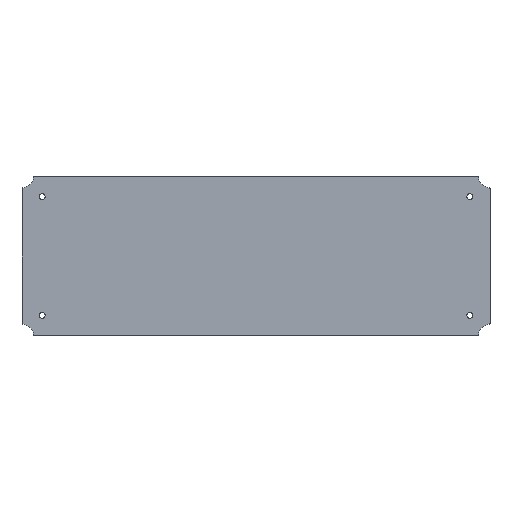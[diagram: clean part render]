
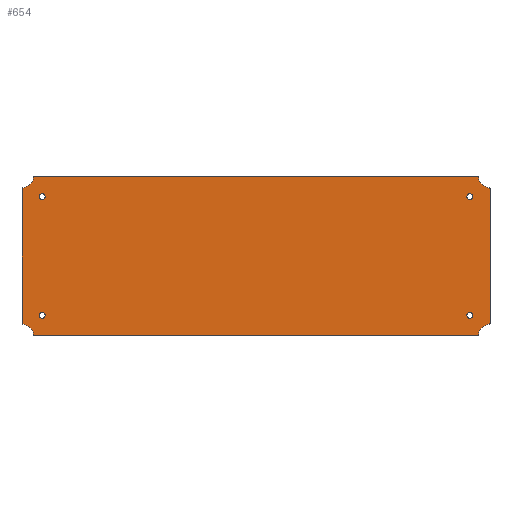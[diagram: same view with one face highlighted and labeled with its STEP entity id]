
A CAD part, top view. The second image highlights one B-rep face of the part: STEP entity #654.
In plain terms, the highlighted planar face has unit normal (0, 0, 1).
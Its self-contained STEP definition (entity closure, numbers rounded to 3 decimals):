
#19=FACE_BOUND('',#165,.T.);
#20=FACE_BOUND('',#166,.T.);
#21=FACE_BOUND('',#167,.T.);
#22=FACE_BOUND('',#168,.T.);
#28=PLANE('',#742);
#118=FACE_OUTER_BOUND('',#164,.T.);
#164=EDGE_LOOP('',(#589,#590,#591,#592,#593,#594,#595,#596,#597,#598,#599,
#600,#601,#602,#603,#604));
#165=EDGE_LOOP('',(#605));
#166=EDGE_LOOP('',(#606));
#167=EDGE_LOOP('',(#607));
#168=EDGE_LOOP('',(#608));
#186=LINE('',#1618,#222);
#192=LINE('',#1635,#228);
#201=LINE('',#1666,#237);
#204=LINE('',#1678,#240);
#222=VECTOR('',#852,10.);
#228=VECTOR('',#872,10.);
#237=VECTOR('',#909,10.);
#240=VECTOR('',#926,10.);
#243=CIRCLE('',#673,1.6);
#246=CIRCLE('',#678,1.6);
#249=CIRCLE('',#683,1.6);
#252=CIRCLE('',#688,1.6);
#269=CIRCLE('',#715,0.5);
#270=CIRCLE('',#717,6.5);
#271=CIRCLE('',#719,0.5);
#272=CIRCLE('',#722,0.5);
#273=CIRCLE('',#724,6.5);
#274=CIRCLE('',#726,0.5);
#275=CIRCLE('',#729,0.5);
#276=CIRCLE('',#731,6.5);
#277=CIRCLE('',#733,0.5);
#278=CIRCLE('',#736,0.5);
#279=CIRCLE('',#738,6.5);
#280=CIRCLE('',#740,0.5);
#283=VERTEX_POINT('',#937);
#286=VERTEX_POINT('',#947);
#289=VERTEX_POINT('',#957);
#292=VERTEX_POINT('',#967);
#317=VERTEX_POINT('',#1615);
#318=VERTEX_POINT('',#1617);
#319=VERTEX_POINT('',#1621);
#320=VERTEX_POINT('',#1625);
#321=VERTEX_POINT('',#1629);
#322=VERTEX_POINT('',#1633);
#323=VERTEX_POINT('',#1637);
#324=VERTEX_POINT('',#1641);
#325=VERTEX_POINT('',#1645);
#326=VERTEX_POINT('',#1650);
#327=VERTEX_POINT('',#1652);
#328=VERTEX_POINT('',#1656);
#329=VERTEX_POINT('',#1660);
#330=VERTEX_POINT('',#1664);
#331=VERTEX_POINT('',#1668);
#332=VERTEX_POINT('',#1672);
#337=EDGE_CURVE('',#283,#283,#243,.T.);
#342=EDGE_CURVE('',#286,#286,#246,.T.);
#347=EDGE_CURVE('',#289,#289,#249,.T.);
#352=EDGE_CURVE('',#292,#292,#252,.T.);
#394=EDGE_CURVE('',#318,#317,#186,.T.);
#397=EDGE_CURVE('',#319,#317,#269,.T.);
#399=EDGE_CURVE('',#319,#320,#270,.T.);
#401=EDGE_CURVE('',#321,#320,#271,.T.);
#403=EDGE_CURVE('',#321,#322,#192,.T.);
#405=EDGE_CURVE('',#323,#322,#272,.T.);
#407=EDGE_CURVE('',#323,#324,#273,.T.);
#409=EDGE_CURVE('',#325,#324,#274,.T.);
#411=EDGE_CURVE('',#326,#327,#275,.T.);
#414=EDGE_CURVE('',#326,#328,#276,.T.);
#416=EDGE_CURVE('',#329,#328,#277,.T.);
#418=EDGE_CURVE('',#329,#330,#201,.T.);
#420=EDGE_CURVE('',#331,#330,#278,.T.);
#422=EDGE_CURVE('',#331,#332,#279,.T.);
#423=EDGE_CURVE('',#318,#332,#280,.T.);
#424=EDGE_CURVE('',#325,#327,#204,.T.);
#589=ORIENTED_EDGE('',*,*,#409,.F.);
#590=ORIENTED_EDGE('',*,*,#424,.T.);
#591=ORIENTED_EDGE('',*,*,#411,.F.);
#592=ORIENTED_EDGE('',*,*,#414,.T.);
#593=ORIENTED_EDGE('',*,*,#416,.F.);
#594=ORIENTED_EDGE('',*,*,#418,.T.);
#595=ORIENTED_EDGE('',*,*,#420,.F.);
#596=ORIENTED_EDGE('',*,*,#422,.T.);
#597=ORIENTED_EDGE('',*,*,#423,.F.);
#598=ORIENTED_EDGE('',*,*,#394,.T.);
#599=ORIENTED_EDGE('',*,*,#397,.F.);
#600=ORIENTED_EDGE('',*,*,#399,.T.);
#601=ORIENTED_EDGE('',*,*,#401,.F.);
#602=ORIENTED_EDGE('',*,*,#403,.T.);
#603=ORIENTED_EDGE('',*,*,#405,.F.);
#604=ORIENTED_EDGE('',*,*,#407,.T.);
#605=ORIENTED_EDGE('',*,*,#337,.T.);
#606=ORIENTED_EDGE('',*,*,#342,.T.);
#607=ORIENTED_EDGE('',*,*,#347,.T.);
#608=ORIENTED_EDGE('',*,*,#352,.T.);
#654=ADVANCED_FACE('',(#118,#19,#20,#21,#22),#28,.F.);
#673=AXIS2_PLACEMENT_3D('',#939,#755,#756);
#678=AXIS2_PLACEMENT_3D('',#949,#767,#768);
#683=AXIS2_PLACEMENT_3D('',#959,#779,#780);
#688=AXIS2_PLACEMENT_3D('',#969,#791,#792);
#715=AXIS2_PLACEMENT_3D('',#1623,#857,#858);
#717=AXIS2_PLACEMENT_3D('',#1627,#862,#863);
#719=AXIS2_PLACEMENT_3D('',#1631,#867,#868);
#722=AXIS2_PLACEMENT_3D('',#1639,#876,#877);
#724=AXIS2_PLACEMENT_3D('',#1643,#881,#882);
#726=AXIS2_PLACEMENT_3D('',#1647,#886,#887);
#729=AXIS2_PLACEMENT_3D('',#1653,#893,#894);
#731=AXIS2_PLACEMENT_3D('',#1658,#899,#900);
#733=AXIS2_PLACEMENT_3D('',#1662,#904,#905);
#736=AXIS2_PLACEMENT_3D('',#1670,#913,#914);
#738=AXIS2_PLACEMENT_3D('',#1674,#918,#919);
#740=AXIS2_PLACEMENT_3D('',#1676,#922,#923);
#742=AXIS2_PLACEMENT_3D('',#1679,#927,#928);
#755=DIRECTION('center_axis',(0.,0.,
-1.));
#756=DIRECTION('ref_axis',(-1.,0.,0.));
#767=DIRECTION('center_axis',(0.,0.,
-1.));
#768=DIRECTION('ref_axis',(-1.,0.,0.));
#779=DIRECTION('center_axis',(0.,0.,
-1.));
#780=DIRECTION('ref_axis',(-1.,0.,0.));
#791=DIRECTION('center_axis',(0.,0.,
-1.));
#792=DIRECTION('ref_axis',(-1.,0.,0.));
#852=DIRECTION('',(0.,1.,0.));
#857=DIRECTION('center_axis',(0.,0.,
-1.));
#858=DIRECTION('ref_axis',(0.744,0.668,0.));
#862=DIRECTION('center_axis',(0.,0.,
-1.));
#863=DIRECTION('ref_axis',(-0.038,-0.999,0.));
#867=DIRECTION('center_axis',(0.,0.,
-1.));
#868=DIRECTION('ref_axis',(0.668,0.744,0.));
#872=DIRECTION('',(-1.,0.,0.));
#876=DIRECTION('center_axis',(0.,0.,
-1.));
#877=DIRECTION('ref_axis',(-0.668,0.744,0.));
#881=DIRECTION('center_axis',(0.,0.,
-1.));
#882=DIRECTION('ref_axis',(0.999,-0.038,0.));
#886=DIRECTION('center_axis',(0.,0.,
-1.));
#887=DIRECTION('ref_axis',(-0.744,0.668,0.));
#893=DIRECTION('center_axis',(0.,0.,
-1.));
#894=DIRECTION('ref_axis',(-0.744,-0.668,0.));
#899=DIRECTION('center_axis',(0.,0.,
-1.));
#900=DIRECTION('ref_axis',(0.038,0.999,0.));
#904=DIRECTION('center_axis',(0.,0.,
-1.));
#905=DIRECTION('ref_axis',(-0.668,-0.744,0.));
#909=DIRECTION('',(1.,0.,0.));
#913=DIRECTION('center_axis',(0.,0.,
-1.));
#914=DIRECTION('ref_axis',(0.668,-0.744,0.));
#918=DIRECTION('center_axis',(0.,0.,
-1.));
#919=DIRECTION('ref_axis',(-0.999,0.038,0.));
#922=DIRECTION('center_axis',(0.,0.,
-1.));
#923=DIRECTION('ref_axis',(0.744,-0.668,0.));
#926=DIRECTION('',(0.,-1.,0.));
#927=DIRECTION('center_axis',(0.,0.,
-1.));
#928=DIRECTION('ref_axis',(1.,0.,0.));
#937=CARTESIAN_POINT('',(-114.839,-31.951,-0.085));
#939=CARTESIAN_POINT('Origin',(-116.439,-31.951,-0.085));
#947=CARTESIAN_POINT('',(118.361,32.784,-0.085));
#949=CARTESIAN_POINT('Origin',(116.761,32.784,-0.085));
#957=CARTESIAN_POINT('',(118.361,-31.951,-0.085));
#959=CARTESIAN_POINT('Origin',(116.761,-31.951,-0.085));
#967=CARTESIAN_POINT('',(-114.839,32.784,-0.085));
#969=CARTESIAN_POINT('Origin',(-116.439,32.784,-0.085));
#1615=CARTESIAN_POINT('',(127.761,37.074,-0.085));
#1617=CARTESIAN_POINT('',(127.761,-36.241,-0.085));
#1618=CARTESIAN_POINT('',(127.761,37.539,-0.085));
#1621=CARTESIAN_POINT('',(127.314,37.572,-0.085));
#1623=CARTESIAN_POINT('Origin',(127.261,37.074,-0.085));
#1625=CARTESIAN_POINT('',(121.548,43.338,-0.085));
#1627=CARTESIAN_POINT('Origin',(128.011,44.034,-0.085));
#1629=CARTESIAN_POINT('',(121.051,43.784,-0.085));
#1631=CARTESIAN_POINT('Origin',(121.051,43.284,-0.085));
#1633=CARTESIAN_POINT('',(-120.73,43.784,-0.085));
#1635=CARTESIAN_POINT('',(-121.194,43.784,-0.085));
#1637=CARTESIAN_POINT('',(-121.227,43.338,-0.085));
#1639=CARTESIAN_POINT('Origin',(-120.73,43.284,-0.085));
#1641=CARTESIAN_POINT('',(-126.993,37.572,-0.085));
#1643=CARTESIAN_POINT('Origin',(-127.689,44.034,-0.085));
#1645=CARTESIAN_POINT('',(-127.439,37.074,-0.085));
#1647=CARTESIAN_POINT('Origin',(-126.939,37.074,-0.085));
#1650=CARTESIAN_POINT('',(-126.993,-36.738,-0.085));
#1652=CARTESIAN_POINT('',(-127.439,-36.241,-0.085));
#1653=CARTESIAN_POINT('Origin',(-126.939,-36.241,-0.085));
#1656=CARTESIAN_POINT('',(-121.227,-42.504,-0.085));
#1658=CARTESIAN_POINT('Origin',(-127.689,-43.201,-0.085));
#1660=CARTESIAN_POINT('',(-120.73,-42.951,-0.085));
#1662=CARTESIAN_POINT('Origin',(-120.73,-42.451,-0.085));
#1664=CARTESIAN_POINT('',(121.051,-42.951,-0.085));
#1666=CARTESIAN_POINT('',(121.515,-42.951,-0.085));
#1668=CARTESIAN_POINT('',(121.548,-42.504,-0.085));
#1670=CARTESIAN_POINT('Origin',(121.051,-42.451,-0.085));
#1672=CARTESIAN_POINT('',(127.314,-36.738,-0.085));
#1674=CARTESIAN_POINT('Origin',(128.011,-43.201,-0.085));
#1676=CARTESIAN_POINT('Origin',(127.261,-36.241,-0.085));
#1678=CARTESIAN_POINT('',(-127.439,-36.705,-0.085));
#1679=CARTESIAN_POINT('Origin',(0.161,0.417,-0.085));
